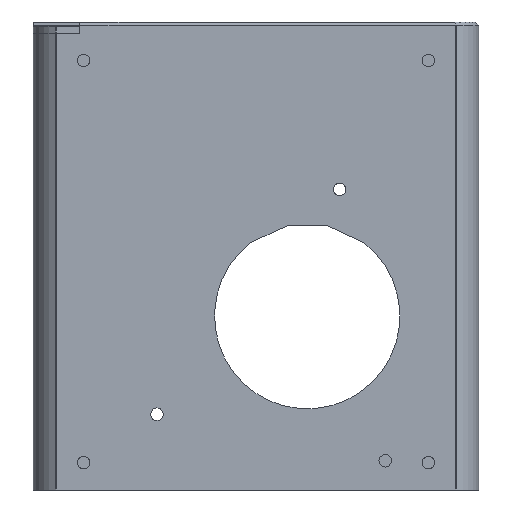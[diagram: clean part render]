
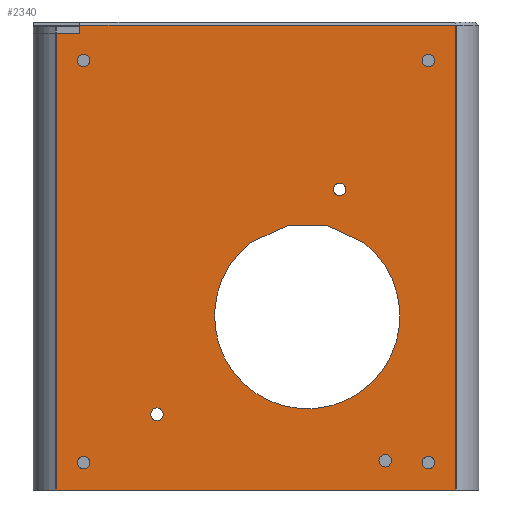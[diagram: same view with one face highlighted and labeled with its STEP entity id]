
A CAD part, front view. The second image highlights one B-rep face of the part: STEP entity #2340.
In plain terms, the highlighted planar face has unit normal (0, -1, 0).
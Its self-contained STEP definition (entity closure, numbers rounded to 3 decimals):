
#52=FACE_BOUND('',#347,.T.);
#53=FACE_BOUND('',#348,.T.);
#54=FACE_BOUND('',#349,.T.);
#55=FACE_BOUND('',#350,.T.);
#56=FACE_BOUND('',#351,.T.);
#57=FACE_BOUND('',#352,.T.);
#58=FACE_BOUND('',#353,.T.);
#59=FACE_BOUND('',#354,.T.);
#205=FACE_OUTER_BOUND('',#346,.T.);
#346=EDGE_LOOP('',(#1867,#1868,#1869,#1870,#1871,#1872));
#347=EDGE_LOOP('',(#1873));
#348=EDGE_LOOP('',(#1874));
#349=EDGE_LOOP('',(#1875));
#350=EDGE_LOOP('',(#1876));
#351=EDGE_LOOP('',(#1877));
#352=EDGE_LOOP('',(#1878));
#353=EDGE_LOOP('',(#1879));
#354=EDGE_LOOP('',(#1880,#1881,#1882,#1883));
#424=CIRCLE('',#2418,2.8);
#428=CIRCLE('',#2424,2.8);
#431=CIRCLE('',#2429,2.8);
#435=CIRCLE('',#2435,2.8);
#438=CIRCLE('',#2439,2.8);
#440=CIRCLE('',#2442,2.8);
#442=CIRCLE('',#2445,2.8);
#457=CIRCLE('',#2477,41.594);
#550=LINE('',#3650,#768);
#553=LINE('',#3655,#771);
#555=LINE('',#3661,#773);
#622=LINE('',#3852,#840);
#641=LINE('',#3894,#859);
#643=LINE('',#3898,#861);
#644=LINE('',#3900,#862);
#645=LINE('',#3902,#863);
#646=LINE('',#3903,#864);
#768=VECTOR('',#2798,10.);
#771=VECTOR('',#2803,10.);
#773=VECTOR('',#2811,10.);
#840=VECTOR('',#2986,10.);
#859=VECTOR('',#3025,10.);
#861=VECTOR('',#3029,10.);
#862=VECTOR('',#3030,10.);
#863=VECTOR('',#3031,10.);
#864=VECTOR('',#3032,10.);
#956=VERTEX_POINT('',#3324);
#960=VERTEX_POINT('',#3336);
#963=VERTEX_POINT('',#3346);
#967=VERTEX_POINT('',#3358);
#969=VERTEX_POINT('',#3365);
#971=VERTEX_POINT('',#3371);
#973=VERTEX_POINT('',#3377);
#1005=VERTEX_POINT('',#3647);
#1006=VERTEX_POINT('',#3649);
#1007=VERTEX_POINT('',#3653);
#1008=VERTEX_POINT('',#3657);
#1071=VERTEX_POINT('',#3849);
#1072=VERTEX_POINT('',#3851);
#1085=VERTEX_POINT('',#3893);
#1086=VERTEX_POINT('',#3897);
#1087=VERTEX_POINT('',#3899);
#1088=VERTEX_POINT('',#3901);
#1170=EDGE_CURVE('',#956,#956,#424,.T.);
#1176=EDGE_CURVE('',#960,#960,#428,.T.);
#1181=EDGE_CURVE('',#963,#963,#431,.T.);
#1187=EDGE_CURVE('',#967,#967,#435,.T.);
#1191=EDGE_CURVE('',#969,#969,#438,.T.);
#1194=EDGE_CURVE('',#971,#971,#440,.T.);
#1197=EDGE_CURVE('',#973,#973,#442,.T.);
#1252=EDGE_CURVE('',#1006,#1005,#550,.T.);
#1255=EDGE_CURVE('',#1005,#1007,#553,.T.);
#1257=EDGE_CURVE('',#1007,#1008,#457,.T.);
#1258=EDGE_CURVE('',#1008,#1006,#555,.T.);
#1350=EDGE_CURVE('',#1071,#1072,#622,.T.);
#1371=EDGE_CURVE('',#1072,#1085,#641,.T.);
#1373=EDGE_CURVE('',#1086,#1071,#643,.T.);
#1374=EDGE_CURVE('',#1087,#1086,#644,.T.);
#1375=EDGE_CURVE('',#1088,#1087,#645,.T.);
#1376=EDGE_CURVE('',#1085,#1088,#646,.T.);
#1867=ORIENTED_EDGE('',*,*,#1350,.F.);
#1868=ORIENTED_EDGE('',*,*,#1373,.F.);
#1869=ORIENTED_EDGE('',*,*,#1374,.F.);
#1870=ORIENTED_EDGE('',*,*,#1375,.F.);
#1871=ORIENTED_EDGE('',*,*,#1376,.F.);
#1872=ORIENTED_EDGE('',*,*,#1371,.F.);
#1873=ORIENTED_EDGE('',*,*,#1170,.T.);
#1874=ORIENTED_EDGE('',*,*,#1176,.T.);
#1875=ORIENTED_EDGE('',*,*,#1181,.T.);
#1876=ORIENTED_EDGE('',*,*,#1187,.T.);
#1877=ORIENTED_EDGE('',*,*,#1191,.T.);
#1878=ORIENTED_EDGE('',*,*,#1194,.T.);
#1879=ORIENTED_EDGE('',*,*,#1197,.T.);
#1880=ORIENTED_EDGE('',*,*,#1257,.T.);
#1881=ORIENTED_EDGE('',*,*,#1258,.T.);
#1882=ORIENTED_EDGE('',*,*,#1252,.T.);
#1883=ORIENTED_EDGE('',*,*,#1255,.T.);
#2236=PLANE('',#2543);
#2340=ADVANCED_FACE('',(#205,#52,#53,#54,#55,#56,#57,#58,#59),#2236,.T.);
#2418=AXIS2_PLACEMENT_3D('',#3325,#2652,#2653);
#2424=AXIS2_PLACEMENT_3D('',#3337,#2666,#2667);
#2429=AXIS2_PLACEMENT_3D('',#3347,#2678,#2679);
#2435=AXIS2_PLACEMENT_3D('',#3359,#2692,#2693);
#2439=AXIS2_PLACEMENT_3D('',#3366,#2701,#2702);
#2442=AXIS2_PLACEMENT_3D('',#3372,#2708,#2709);
#2445=AXIS2_PLACEMENT_3D('',#3378,#2715,#2716);
#2477=AXIS2_PLACEMENT_3D('',#3659,#2807,#2808);
#2543=AXIS2_PLACEMENT_3D('',#3896,#3027,#3028);
#2652=DIRECTION('center_axis',(0.,1.,0.));
#2653=DIRECTION('ref_axis',(1.,0.,0.));
#2666=DIRECTION('center_axis',(0.,1.,0.));
#2667=DIRECTION('ref_axis',(1.,0.,0.));
#2678=DIRECTION('center_axis',(0.,1.,0.));
#2679=DIRECTION('ref_axis',(1.,0.,0.));
#2692=DIRECTION('center_axis',(0.,1.,0.));
#2693=DIRECTION('ref_axis',(1.,0.,0.));
#2701=DIRECTION('center_axis',(0.,1.,0.));
#2702=DIRECTION('ref_axis',(1.,0.,0.));
#2708=DIRECTION('center_axis',(0.,1.,0.));
#2709=DIRECTION('ref_axis',(1.,0.,0.));
#2715=DIRECTION('center_axis',(0.,1.,0.));
#2716=DIRECTION('ref_axis',(1.,0.,0.));
#2798=DIRECTION('',(1.,0.,0.));
#2803=DIRECTION('',(0.906,0.,-0.423));
#2807=DIRECTION('center_axis',(0.,1.,0.));
#2808=DIRECTION('ref_axis',(1.,0.,0.));
#2811=DIRECTION('',(0.906,0.,0.423));
#2986=DIRECTION('',(1.,0.,0.));
#3025=DIRECTION('',(0.,0.,-1.));
#3027=DIRECTION('center_axis',(0.,-1.,0.));
#3028=DIRECTION('ref_axis',(1.,0.,0.));
#3029=DIRECTION('',(0.,0.,1.));
#3030=DIRECTION('',(1.,0.,0.));
#3031=DIRECTION('',(0.,0.,1.));
#3032=DIRECTION('',(-1.,0.,0.));
#3324=CARTESIAN_POINT('',(-80.15,-60.,87.743));
#3325=CARTESIAN_POINT('Origin',(-77.35,-60.,87.743));
#3336=CARTESIAN_POINT('',(-80.15,-60.,-92.743));
#3337=CARTESIAN_POINT('Origin',(-77.35,-60.,-92.743));
#3346=CARTESIAN_POINT('',(74.55,-60.,87.743));
#3347=CARTESIAN_POINT('Origin',(77.35,-60.,87.743));
#3358=CARTESIAN_POINT('',(74.55,-60.,-92.743));
#3359=CARTESIAN_POINT('Origin',(77.35,-60.,-92.743));
#3365=CARTESIAN_POINT('',(-47.234,-60.,-71.));
#3366=CARTESIAN_POINT('Origin',(-44.434,-60.,-71.));
#3371=CARTESIAN_POINT('',(55.151,-60.,-91.918));
#3372=CARTESIAN_POINT('Origin',(57.951,-60.,-91.918));
#3377=CARTESIAN_POINT('',(34.754,-60.,29.886));
#3378=CARTESIAN_POINT('Origin',(37.554,-60.,29.886));
#3647=CARTESIAN_POINT('',(32.,-60.,13.609));
#3649=CARTESIAN_POINT('',(14.,-60.,13.609));
#3650=CARTESIAN_POINT('',(-34.,-60.,13.609));
#3653=CARTESIAN_POINT('',(48.323,-60.,5.997));
#3655=CARTESIAN_POINT('',(8.664,-60.,24.49));
#3657=CARTESIAN_POINT('',(-2.323,-60.,5.997));
#3659=CARTESIAN_POINT('Origin',(23.,-60.,-27.));
#3661=CARTESIAN_POINT('',(-55.534,-60.,-18.816));
#3849=CARTESIAN_POINT('',(-79.,-60.,103.6));
#3851=CARTESIAN_POINT('',(89.608,-60.,103.6));
#3852=CARTESIAN_POINT('',(-50.,-60.,103.6));
#3893=CARTESIAN_POINT('',(89.608,-60.,-105.));
#3894=CARTESIAN_POINT('',(89.608,-60.,-105.));
#3896=CARTESIAN_POINT('Origin',(-100.,-60.,-105.));
#3897=CARTESIAN_POINT('',(-79.,-60.,100.));
#3898=CARTESIAN_POINT('',(-79.,-60.,-105.));
#3899=CARTESIAN_POINT('',(-89.608,-60.,100.));
#3900=CARTESIAN_POINT('',(100.,-60.,100.));
#3901=CARTESIAN_POINT('',(-89.608,-60.,-105.));
#3902=CARTESIAN_POINT('',(-89.608,-60.,-105.));
#3903=CARTESIAN_POINT('',(100.,-60.,-105.));
